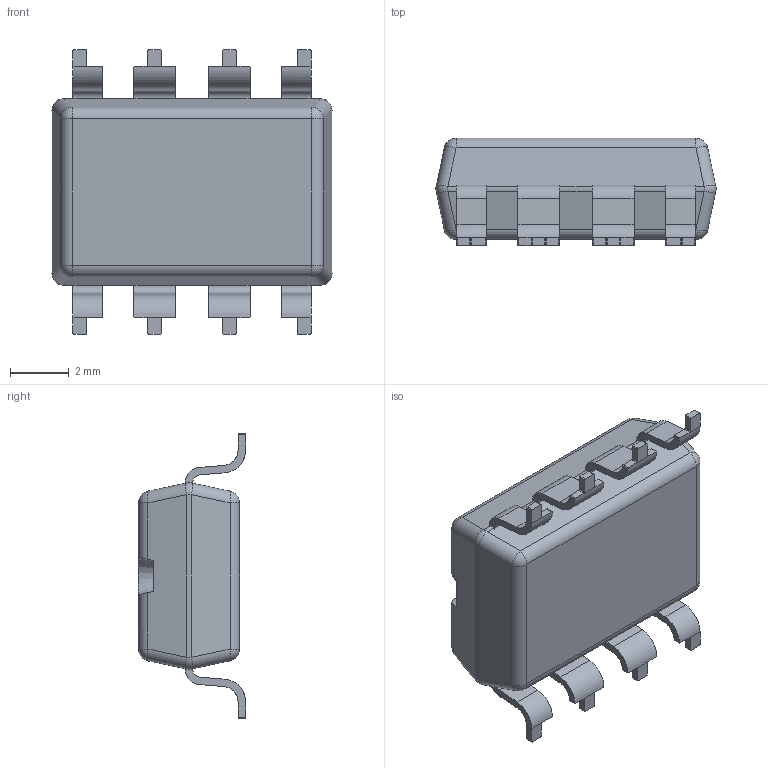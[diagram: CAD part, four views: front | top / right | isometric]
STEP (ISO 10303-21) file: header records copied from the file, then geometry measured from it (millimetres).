
FILE_DESCRIPTION(('STEP AP214'), '1');
FILE_NAME('8-PDIP - LTV-827S', '', ('UNSPECIFIED'), ('UNSPECIFIED'), 'ASCON STEP Converter 1.6', 'ASCON Math Kernel', '');
FILE_SCHEMA(('AUTOMOTIVE_DESIGN { 1 0 10303 214 3 1 1}'));
Length unit declared in the file: millimetre
Products named in the file (6): User Library-ncp101xapl; User Library-ncp101xapl_ncp101xapl body; User Library-ncp101xapl_ncp101xapl full pin; User Library-ncp101xapl_Mirrorncp101xapl half pin; User Library-ncp101xapl_ncp101xapl half pin
Assembly tree (9 placements, depth 2):
  User Library-ncp101xapl
    User Library-ncp101xapl_ncp101xapl body
    User Library-ncp101xapl_ncp101xapl full pin  x3
    User Library-ncp101xapl_Mirrorncp101xapl half pin  x2
    User Library-ncp101xapl_ncp101xapl half pin  x2
    User Library-ncp101xapl_ncp101xapl full pin
Bounding box: 9.5 x 3.63 x 9.65 mm (x, y, z)
Volume: 200 mm3; surface area: 336.9 mm2
Topology: 9 solids, 9 shells, 223 faces, 557 edges, 344 vertices
Faces by surface type: plane 117, cylinder 93, sphere 12, cone 1
Entity records: 5502 total; most frequent: CARTESIAN_POINT 848, DIRECTION 699, ORIENTED_EDGE 642, EDGE_CURVE 321, AXIS2_PLACEMENT_3D 247, LINE 205, VECTOR 205, VERTEX_POINT 196
